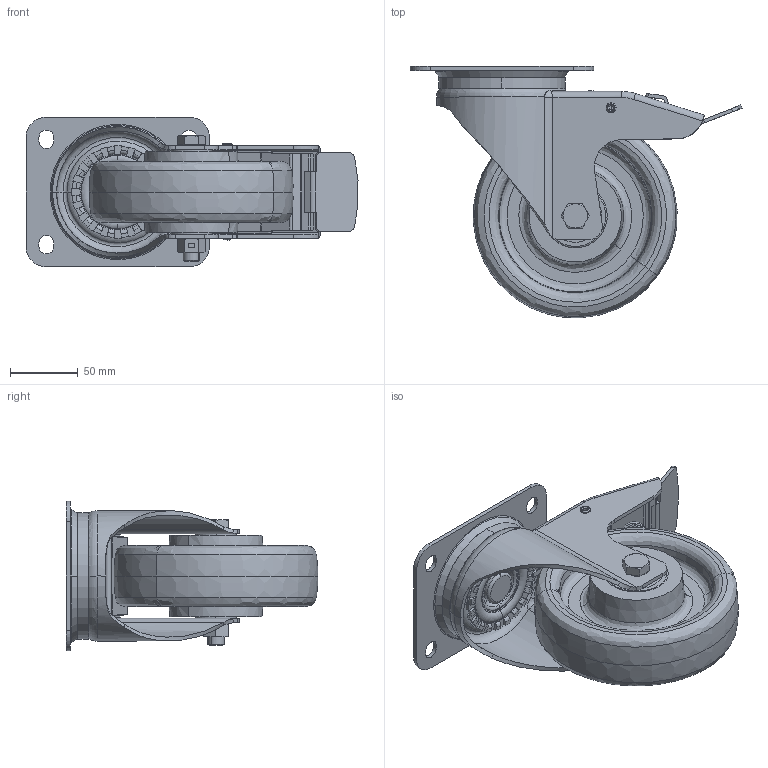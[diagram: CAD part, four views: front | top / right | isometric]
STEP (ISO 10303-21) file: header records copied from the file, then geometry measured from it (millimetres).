
FILE_DESCRIPTION (( 'STEP AP214' ), '1' );
FILE_NAME ('0056233.step', '2023-07-31T10:03:12', ( '' ), ( '' ), 'SwSTEP 2.0', 'SolidWorks 2020', '' );
FILE_SCHEMA (( 'AUTOMOTIVE_DESIGN' ));
Length unit declared in the file: millimetre
Products named in the file (1): 0056233
Bounding box: 244.14 x 184.88 x 110 mm (x, y, z)
Surface area: 205840.2 mm2 (no closed solid volume)
Topology: 0 solids, 23 shells, 693 faces, 1965 edges, 1296 vertices
Faces by surface type: plane 245, cylinder 183, torus 120, cone 76, bspline 55, sphere 14
Entity records: 36226 total; most frequent: CARTESIAN_POINT 10777, DIRECTION 3906, ORIENTED_EDGE 3395, EDGE_CURVE 1965, AXIS2_PLACEMENT_3D 1564, VERTEX_POINT 1296, CIRCLE 925, LINE 778
